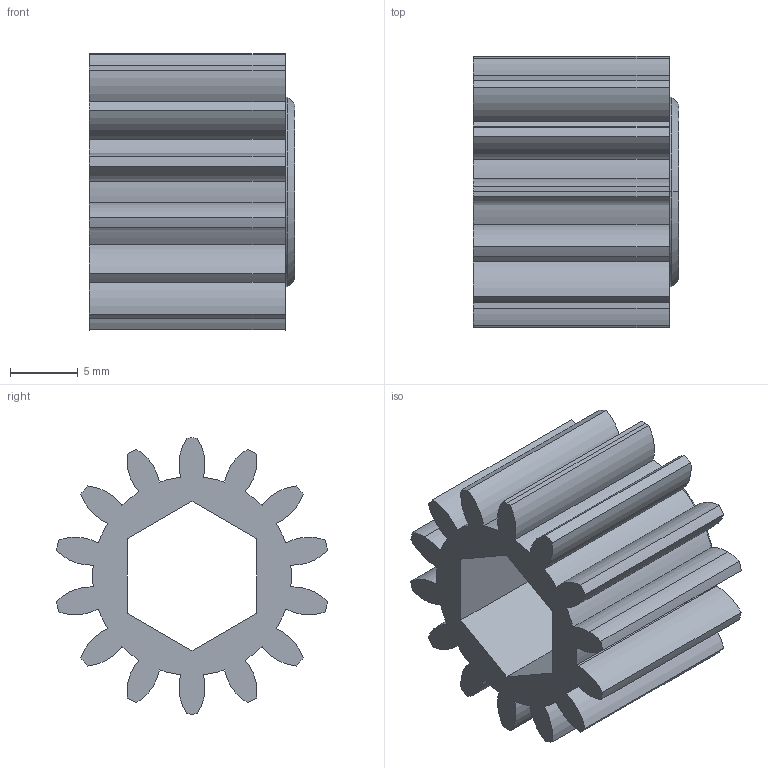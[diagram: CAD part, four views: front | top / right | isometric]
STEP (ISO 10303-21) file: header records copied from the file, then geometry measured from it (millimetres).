
FILE_DESCRIPTION (( 'STEP AP214' ), '1' );
FILE_NAME ('am-2354 14T 20dp 375hex REV3.STEP', '2018-05-11T14:48:17', ( '' ), ( '' ), 'SwSTEP 2.0', 'SolidWorks 2017', '' );
FILE_SCHEMA (( 'AUTOMOTIVE_DESIGN' ));
Length unit declared in the file: inch
Products named in the file (1): am-2354 14T 20dp 375hex REV3
Bounding box: 15.14 x 19.97 x 20.32 mm (x, y, z)
Volume: 2290.6 mm3; surface area: 2523.6 mm2
Topology: 1 solids, 1 shells, 74 faces, 211 edges, 140 vertices
Faces by surface type: cylinder 63, plane 9, cone 2
Entity records: 2531 total; most frequent: DIRECTION 489, CARTESIAN_POINT 426, ORIENTED_EDGE 422, EDGE_CURVE 211, AXIS2_PLACEMENT_3D 203, VERTEX_POINT 140, CIRCLE 128, VECTOR 83
